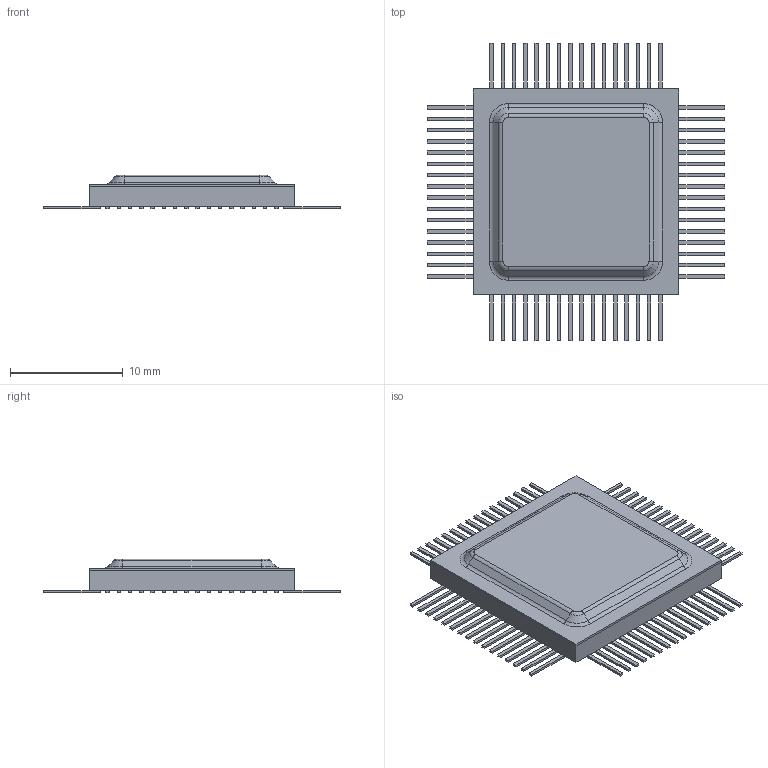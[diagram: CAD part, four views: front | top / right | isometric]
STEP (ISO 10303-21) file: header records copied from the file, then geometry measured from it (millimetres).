
FILE_DESCRIPTION(('FreeCAD Model'),'2;1');
FILE_NAME('Open CASCADE Shape Model','2024-11-19T14:02:17',(''),(''), 'Open CASCADE STEP processor 7.7','Ondsel','Unknown');
FILE_SCHEMA(('AUTOMOTIVE_DESIGN { 1 0 10303 214 1 1 1 1 }'));
Length unit declared in the file: millimetre
Products named in the file (6): _134_64_6; pins; Array; pin; cap; body
Assembly tree (23 placements, depth 4):
  _134_64_6
    pins
      Array  x4
        pin
    cap
    body
Bounding box: 26.4 x 26.4 x 3 mm (x, y, z)
Volume: 854.2 mm3; surface area: 1846.3 mm2
Topology: 66 solids, 66 shells, 421 faces, 848 edges, 560 vertices
Faces by surface type: plane 401, cylinder 8, torus 4, cone 4, revolution 4
Entity records: 1440 total; most frequent: CARTESIAN_POINT 247, DIRECTION 246, ORIENTED_EDGE 184, AXIS2_PLACEMENT_3D 95, EDGE_CURVE 92, VERTEX_POINT 56, LINE 52, VECTOR 52
